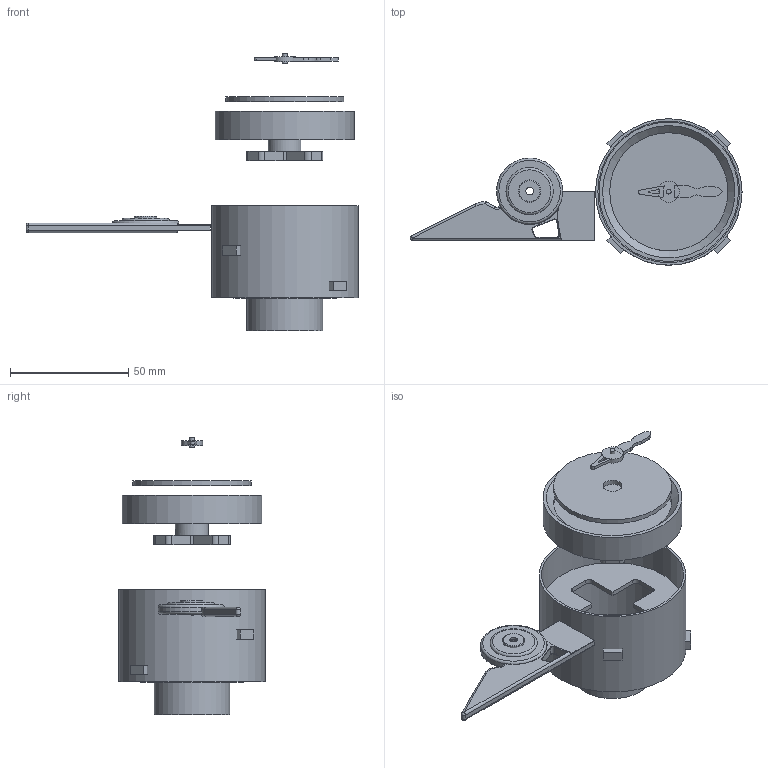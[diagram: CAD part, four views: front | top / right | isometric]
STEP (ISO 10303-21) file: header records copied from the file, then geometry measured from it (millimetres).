
FILE_DESCRIPTION(('HOOPS Exchange Step'),'2;1');
FILE_NAME('temp_export','2023-07-07T15:45:10-05:00',('mobile'),('Shapr3D Limited'),'HOOPS Exchange 2022.2','Shapr3D','Authorized');
FILE_SCHEMA( ('AUTOMOTIVE_DESIGN { 1 0 10303 214 1 1 1 1 }') );
Length unit declared in the file: millimetre
Products named in the file (20): Minute Hand; Imported; hour hand v3 branch only.step; Hour Hand 1st Cut (1); Sundial thing; hour hand v3 dial only.step; minute hand branch.step (1); minute hand branch.step; hour hand v3.2.step; Hour Hand; Lock Ring; Compass Flourish (1); Compass Face++; Glyph Wheel; Compass Base; Compass Dial; Compass Body; Compass Mount; root
Assembly tree (19 placements, depth 6):
  root
    Minute Hand
    Hour Hand
      hour hand v3.2.step
        Imported
        Imported
        hour hand v3 branch only.step
        hour hand v3 dial only.step
          Sundial thing
            Hour Hand 1st Cut (1)
        minute hand branch.step (1)
        minute hand branch.step
    Lock Ring
    Compass Face++
      Compass Flourish (1)
    Glyph Wheel
    Compass Base
    Compass Dial
    Compass Body
    Compass Mount
Bounding box: 140.51 x 62 x 117.58 mm (x, y, z)
Volume: 96144 mm3; surface area: 48941 mm2
Topology: 21 solids, 21 shells, 225 faces, 521 edges, 335 vertices
Faces by surface type: plane 115, cylinder 81, torus 22, sphere 6, cone 1
Full cylindrical faces by diameter (mm): 1.5 x1, 2 x1, 3.25 x3, 7.75 x1, 8 x1, 9 x1, 9.45 x1, 14 x1, 20 x1, 28 x1, 32 x1, 43.75 x1, 44 x1, 50 x3, 59 x1, 60 x1, 62 x1
Entity records: 6881 total; most frequent: DIRECTION 1216, CARTESIAN_POINT 1197, ORIENTED_EDGE 1030, EDGE_CURVE 515, AXIS2_PLACEMENT_3D 466, VERTEX_POINT 335, VECTOR 284, LINE 284
